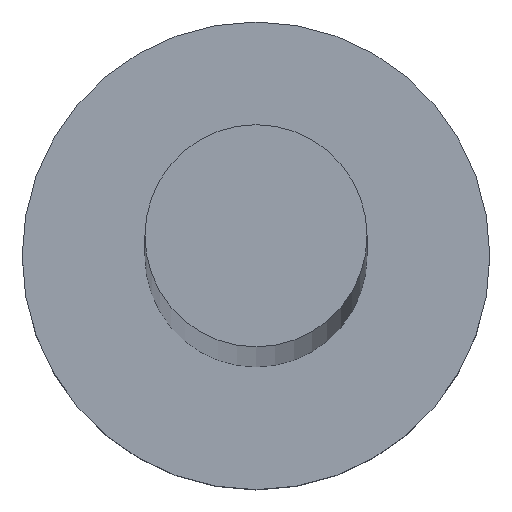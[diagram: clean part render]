
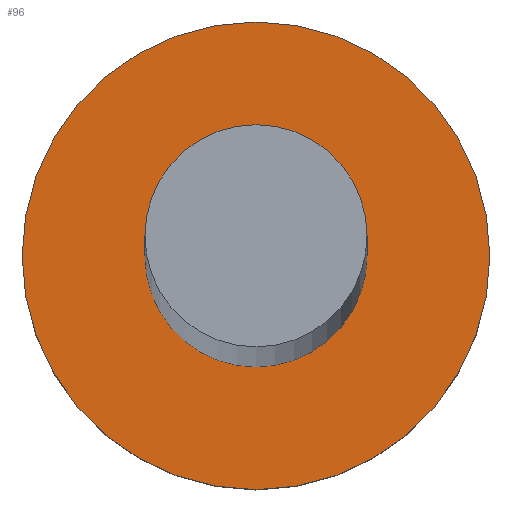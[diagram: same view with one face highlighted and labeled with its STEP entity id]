
A CAD part, top view. The second image highlights one B-rep face of the part: STEP entity #96.
In plain terms, the highlighted planar face has unit normal (0, 0, 1).
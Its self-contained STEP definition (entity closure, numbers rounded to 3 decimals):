
#3 = FACE_OUTER_BOUND ( 'NONE', #165, .T. ) ;
#13 = VERTEX_POINT ( 'NONE', #156 ) ;
#14 = EDGE_CURVE ( 'NONE', #13, #35, #154, .T. ) ;
#35 = VERTEX_POINT ( 'NONE', #134 ) ;
#47 = AXIS2_PLACEMENT_3D ( 'NONE', #224, #97, #159 ) ;
#51 = ORIENTED_EDGE ( 'NONE', *, *, #112, .T. ) ;
#52 = EDGE_LOOP ( 'NONE', ( #84, #147 ) ) ;
#56 = DIRECTION ( 'NONE',  ( 0., 0., 1. ) ) ;
#59 = CIRCLE ( 'NONE', #233, 0.95 ) ;
#67 = CARTESIAN_POINT ( 'NONE',  ( 0., 0., 1.5 ) ) ;
#76 = DIRECTION ( 'NONE',  ( 0., 0., 1. ) ) ;
#84 = ORIENTED_EDGE ( 'NONE', *, *, #169, .F. ) ;
#87 = CIRCLE ( 'NONE', #176, 2. ) ;
#88 = CARTESIAN_POINT ( 'NONE',  ( 0., 0., 1.5 ) ) ;
#96 = ADVANCED_FACE ( 'NONE', ( #206, #3 ), #191, .T. ) ;
#97 = DIRECTION ( 'NONE',  ( 0., 0., 1. ) ) ;
#98 = CARTESIAN_POINT ( 'NONE',  ( 2., 0., 1.5 ) ) ;
#107 = CARTESIAN_POINT ( 'NONE',  ( 0., 0., 1.5 ) ) ;
#112 = EDGE_CURVE ( 'NONE', #230, #190, #133, .T. ) ;
#119 = DIRECTION ( 'NONE',  ( 1., 0., 0. ) ) ;
#122 = DIRECTION ( 'NONE',  ( 1., 0., 0. ) ) ;
#126 = DIRECTION ( 'NONE',  ( 0., 0., 1. ) ) ;
#133 = CIRCLE ( 'NONE', #163, 2. ) ;
#134 = CARTESIAN_POINT ( 'NONE',  ( -0.95, 0., 1.5 ) ) ;
#138 = DIRECTION ( 'NONE',  ( 1., 0., 0. ) ) ;
#147 = ORIENTED_EDGE ( 'NONE', *, *, #14, .F. ) ;
#154 = CIRCLE ( 'NONE', #47, 0.95 ) ;
#155 = AXIS2_PLACEMENT_3D ( 'NONE', #88, #126, #119 ) ;
#156 = CARTESIAN_POINT ( 'NONE',  ( 0.95, 0., 1.5 ) ) ;
#159 = DIRECTION ( 'NONE',  ( 1., 0., 0. ) ) ;
#163 = AXIS2_PLACEMENT_3D ( 'NONE', #107, #76, #209 ) ;
#165 = EDGE_LOOP ( 'NONE', ( #255, #51 ) ) ;
#169 = EDGE_CURVE ( 'NONE', #35, #13, #59, .T. ) ;
#176 = AXIS2_PLACEMENT_3D ( 'NONE', #67, #232, #138 ) ;
#190 = VERTEX_POINT ( 'NONE', #249 ) ;
#191 = PLANE ( 'NONE',  #155 ) ;
#206 = FACE_BOUND ( 'NONE', #52, .T. ) ;
#209 = DIRECTION ( 'NONE',  ( 1., 0., 0. ) ) ;
#215 = EDGE_CURVE ( 'NONE', #190, #230, #87, .T. ) ;
#224 = CARTESIAN_POINT ( 'NONE',  ( 0., 0., 1.5 ) ) ;
#230 = VERTEX_POINT ( 'NONE', #98 ) ;
#232 = DIRECTION ( 'NONE',  ( 0., 0., 1. ) ) ;
#233 = AXIS2_PLACEMENT_3D ( 'NONE', #234, #56, #122 ) ;
#234 = CARTESIAN_POINT ( 'NONE',  ( 0., 0., 1.5 ) ) ;
#249 = CARTESIAN_POINT ( 'NONE',  ( -2., 0., 1.5 ) ) ;
#255 = ORIENTED_EDGE ( 'NONE', *, *, #215, .T. ) ;
